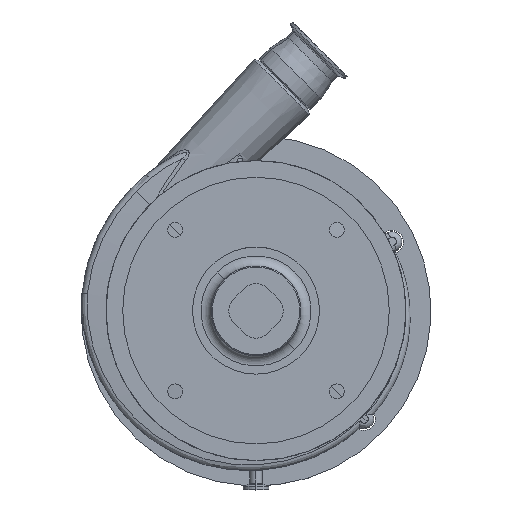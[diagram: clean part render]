
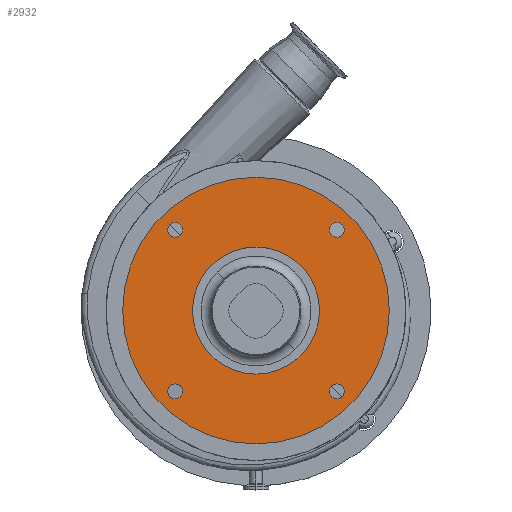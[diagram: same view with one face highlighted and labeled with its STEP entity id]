
A CAD part, top view. The second image highlights one B-rep face of the part: STEP entity #2932.
In plain terms, the highlighted planar face has unit normal (0, 0, 1).
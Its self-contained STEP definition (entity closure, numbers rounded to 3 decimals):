
#215 = CIRCLE ( 'NONE', #726, 63.5 ) ;
#305 = CIRCLE ( 'NONE', #13693, 7.5 ) ;
#657 = CARTESIAN_POINT ( 'NONE',  ( -80.822, -80.822, 219.5 ) ) ;
#726 = AXIS2_PLACEMENT_3D ( 'NONE', #4232, #9244, #14255 ) ;
#808 = DIRECTION ( 'NONE',  ( 0., 0., -1. ) ) ;
#948 = CARTESIAN_POINT ( 'NONE',  ( 80.822, 80.822, 219.5 ) ) ;
#1120 = ORIENTED_EDGE ( 'NONE', *, *, #7907, .T. ) ;
#1123 = CARTESIAN_POINT ( 'NONE',  ( 80.822, 80.822, 219.5 ) ) ;
#1224 = AXIS2_PLACEMENT_3D ( 'NONE', #15873, #808, #5751 ) ;
#1310 = EDGE_CURVE ( 'NONE', #7423, #3921, #6930, .T. ) ;
#1728 = CIRCLE ( 'NONE', #13012, 7.5 ) ;
#1744 = CIRCLE ( 'NONE', #9886, 133.35 ) ;
#1864 = CARTESIAN_POINT ( 'NONE',  ( -80.822, 80.822, 219.5 ) ) ;
#1935 = EDGE_CURVE ( 'NONE', #5118, #14112, #10358, .T. ) ;
#1959 = CIRCLE ( 'NONE', #4062, 7.5 ) ;
#2526 = ORIENTED_EDGE ( 'NONE', *, *, #14776, .T. ) ;
#2546 = AXIS2_PLACEMENT_3D ( 'NONE', #5983, #16116, #4670 ) ;
#2769 = AXIS2_PLACEMENT_3D ( 'NONE', #1123, #3679, #12478 ) ;
#2932 = ADVANCED_FACE ( 'NONE', ( #12110, #4465, #5787, #4723, #15747, #10972 ), #15916, .T. ) ;
#3118 = EDGE_LOOP ( 'NONE', ( #1120, #10873 ) ) ;
#3179 = CARTESIAN_POINT ( 'NONE',  ( 80.822, -80.822, 219.5 ) ) ;
#3201 = CIRCLE ( 'NONE', #3750, 7.5 ) ;
#3296 = CARTESIAN_POINT ( 'NONE',  ( -73.322, 80.822, 219.5 ) ) ;
#3622 = ORIENTED_EDGE ( 'NONE', *, *, #9064, .T. ) ;
#3679 = DIRECTION ( 'NONE',  ( 0., 0., -1. ) ) ;
#3750 = AXIS2_PLACEMENT_3D ( 'NONE', #3179, #7049, #11979 ) ;
#3921 = VERTEX_POINT ( 'NONE', #3296 ) ;
#4062 = AXIS2_PLACEMENT_3D ( 'NONE', #8511, #13534, #11074 ) ;
#4202 = EDGE_CURVE ( 'NONE', #3921, #7423, #8041, .T. ) ;
#4232 = CARTESIAN_POINT ( 'NONE',  ( 0., 0., 219.5 ) ) ;
#4264 = ORIENTED_EDGE ( 'NONE', *, *, #4202, .T. ) ;
#4465 = FACE_BOUND ( 'NONE', #11064, .T. ) ;
#4487 = CARTESIAN_POINT ( 'NONE',  ( -63.5, 0., 219.5 ) ) ;
#4517 = DIRECTION ( 'NONE',  ( 1., 0., 0. ) ) ;
#4670 = DIRECTION ( 'NONE',  ( 1., 0., 0. ) ) ;
#4719 = CARTESIAN_POINT ( 'NONE',  ( 0., 0., 219.5 ) ) ;
#4723 = FACE_BOUND ( 'NONE', #13195, .T. ) ;
#4870 = CARTESIAN_POINT ( 'NONE',  ( 133.35, 0., 219.5 ) ) ;
#5109 = AXIS2_PLACEMENT_3D ( 'NONE', #4719, #5862, #12187 ) ;
#5118 = VERTEX_POINT ( 'NONE', #8899 ) ;
#5324 = ORIENTED_EDGE ( 'NONE', *, *, #12612, .T. ) ;
#5746 = VERTEX_POINT ( 'NONE', #7319 ) ;
#5751 = DIRECTION ( 'NONE',  ( 1., 0., 0. ) ) ;
#5787 = FACE_OUTER_BOUND ( 'NONE', #14392, .T. ) ;
#5820 = VERTEX_POINT ( 'NONE', #9434 ) ;
#5862 = DIRECTION ( 'NONE',  ( 0., 0., 1. ) ) ;
#5868 = DIRECTION ( 'NONE',  ( 1., 0., 0. ) ) ;
#5964 = DIRECTION ( 'NONE',  ( 1., 0., 0. ) ) ;
#5981 = CARTESIAN_POINT ( 'NONE',  ( -88.322, 80.822, 219.5 ) ) ;
#5983 = CARTESIAN_POINT ( 'NONE',  ( 0., 0., 219.5 ) ) ;
#5998 = VERTEX_POINT ( 'NONE', #14961 ) ;
#6016 = VERTEX_POINT ( 'NONE', #7384 ) ;
#6031 = DIRECTION ( 'NONE',  ( 1., 0., 0. ) ) ;
#6627 = CARTESIAN_POINT ( 'NONE',  ( 80.822, -80.822, 219.5 ) ) ;
#6782 = DIRECTION ( 'NONE',  ( 0., 0., -1. ) ) ;
#6903 = DIRECTION ( 'NONE',  ( 0., 0., -1. ) ) ;
#6930 = CIRCLE ( 'NONE', #14272, 7.5 ) ;
#7049 = DIRECTION ( 'NONE',  ( 0., 0., -1. ) ) ;
#7075 = DIRECTION ( 'NONE',  ( 1., 0., 0. ) ) ;
#7319 = CARTESIAN_POINT ( 'NONE',  ( -88.322, -80.822, 219.5 ) ) ;
#7384 = CARTESIAN_POINT ( 'NONE',  ( 63.5, 0., 219.5 ) ) ;
#7423 = VERTEX_POINT ( 'NONE', #5981 ) ;
#7907 = EDGE_CURVE ( 'NONE', #12917, #5820, #305, .T. ) ;
#8023 = CIRCLE ( 'NONE', #2769, 7.5 ) ;
#8041 = CIRCLE ( 'NONE', #1224, 7.5 ) ;
#8051 = DIRECTION ( 'NONE',  ( 0., 0., 1. ) ) ;
#8264 = CIRCLE ( 'NONE', #8801, 7.5 ) ;
#8511 = CARTESIAN_POINT ( 'NONE',  ( -80.822, -80.822, 219.5 ) ) ;
#8523 = ORIENTED_EDGE ( 'NONE', *, *, #14233, .T. ) ;
#8801 = AXIS2_PLACEMENT_3D ( 'NONE', #657, #6903, #7075 ) ;
#8899 = CARTESIAN_POINT ( 'NONE',  ( -133.35, 0., 219.5 ) ) ;
#9064 = EDGE_CURVE ( 'NONE', #5998, #12716, #3201, .T. ) ;
#9244 = DIRECTION ( 'NONE',  ( 0., 0., -1. ) ) ;
#9327 = DIRECTION ( 'NONE',  ( 1., 0., 0. ) ) ;
#9434 = CARTESIAN_POINT ( 'NONE',  ( 73.322, 80.822, 219.5 ) ) ;
#9484 = DIRECTION ( 'NONE',  ( 0., 0., 1. ) ) ;
#9566 = CARTESIAN_POINT ( 'NONE',  ( 0., 0., 219.5 ) ) ;
#9588 = AXIS2_PLACEMENT_3D ( 'NONE', #9566, #9484, #6031 ) ;
#9631 = CIRCLE ( 'NONE', #2546, 63.5 ) ;
#9657 = DIRECTION ( 'NONE',  ( 0., 0., -1. ) ) ;
#9886 = AXIS2_PLACEMENT_3D ( 'NONE', #10523, #8051, #4517 ) ;
#10358 = CIRCLE ( 'NONE', #5109, 133.35 ) ;
#10523 = CARTESIAN_POINT ( 'NONE',  ( 0., 0., 219.5 ) ) ;
#10601 = EDGE_CURVE ( 'NONE', #12407, #5746, #1959, .T. ) ;
#10873 = ORIENTED_EDGE ( 'NONE', *, *, #13054, .T. ) ;
#10972 = FACE_BOUND ( 'NONE', #3118, .T. ) ;
#11061 = DIRECTION ( 'NONE',  ( 0., 0., -1. ) ) ;
#11064 = EDGE_LOOP ( 'NONE', ( #15195, #5324 ) ) ;
#11074 = DIRECTION ( 'NONE',  ( 1., 0., 0. ) ) ;
#11169 = EDGE_LOOP ( 'NONE', ( #4264, #14265 ) ) ;
#11979 = DIRECTION ( 'NONE',  ( 1., 0., 0. ) ) ;
#12110 = FACE_BOUND ( 'NONE', #12445, .T. ) ;
#12187 = DIRECTION ( 'NONE',  ( 1., 0., 0. ) ) ;
#12407 = VERTEX_POINT ( 'NONE', #12611 ) ;
#12445 = EDGE_LOOP ( 'NONE', ( #2526, #13506 ) ) ;
#12478 = DIRECTION ( 'NONE',  ( 1., 0., 0. ) ) ;
#12611 = CARTESIAN_POINT ( 'NONE',  ( -73.322, -80.822, 219.5 ) ) ;
#12612 = EDGE_CURVE ( 'NONE', #5746, #12407, #8264, .T. ) ;
#12716 = VERTEX_POINT ( 'NONE', #15452 ) ;
#12848 = VERTEX_POINT ( 'NONE', #4487 ) ;
#12917 = VERTEX_POINT ( 'NONE', #13286 ) ;
#13012 = AXIS2_PLACEMENT_3D ( 'NONE', #6627, #6782, #9327 ) ;
#13054 = EDGE_CURVE ( 'NONE', #5820, #12917, #8023, .T. ) ;
#13106 = EDGE_CURVE ( 'NONE', #12716, #5998, #1728, .T. ) ;
#13195 = EDGE_LOOP ( 'NONE', ( #15408, #3622 ) ) ;
#13286 = CARTESIAN_POINT ( 'NONE',  ( 88.322, 80.822, 219.5 ) ) ;
#13506 = ORIENTED_EDGE ( 'NONE', *, *, #16059, .T. ) ;
#13534 = DIRECTION ( 'NONE',  ( 0., 0., -1. ) ) ;
#13693 = AXIS2_PLACEMENT_3D ( 'NONE', #948, #11061, #5964 ) ;
#14112 = VERTEX_POINT ( 'NONE', #4870 ) ;
#14233 = EDGE_CURVE ( 'NONE', #14112, #5118, #1744, .T. ) ;
#14255 = DIRECTION ( 'NONE',  ( 1., 0., 0. ) ) ;
#14265 = ORIENTED_EDGE ( 'NONE', *, *, #1310, .T. ) ;
#14272 = AXIS2_PLACEMENT_3D ( 'NONE', #1864, #9657, #5868 ) ;
#14392 = EDGE_LOOP ( 'NONE', ( #8523, #14759 ) ) ;
#14759 = ORIENTED_EDGE ( 'NONE', *, *, #1935, .T. ) ;
#14776 = EDGE_CURVE ( 'NONE', #12848, #6016, #9631, .T. ) ;
#14961 = CARTESIAN_POINT ( 'NONE',  ( 73.322, -80.822, 219.5 ) ) ;
#15195 = ORIENTED_EDGE ( 'NONE', *, *, #10601, .T. ) ;
#15408 = ORIENTED_EDGE ( 'NONE', *, *, #13106, .T. ) ;
#15452 = CARTESIAN_POINT ( 'NONE',  ( 88.322, -80.822, 219.5 ) ) ;
#15747 = FACE_BOUND ( 'NONE', #11169, .T. ) ;
#15873 = CARTESIAN_POINT ( 'NONE',  ( -80.822, 80.822, 219.5 ) ) ;
#15916 = PLANE ( 'NONE',  #9588 ) ;
#16059 = EDGE_CURVE ( 'NONE', #6016, #12848, #215, .T. ) ;
#16116 = DIRECTION ( 'NONE',  ( 0., 0., -1. ) ) ;
